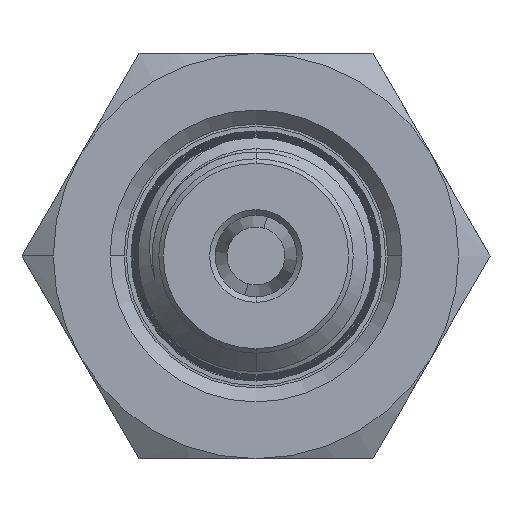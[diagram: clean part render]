
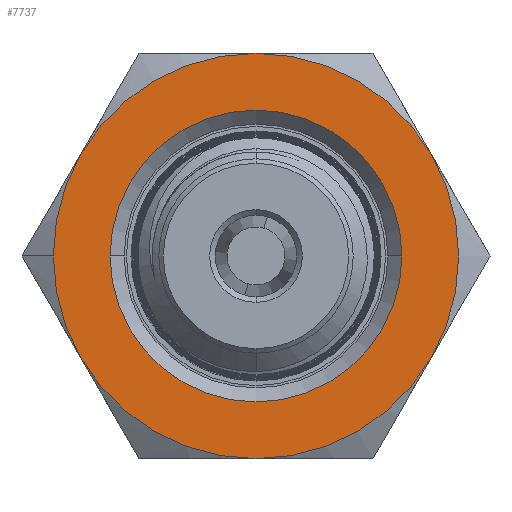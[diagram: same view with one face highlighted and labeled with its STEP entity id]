
A CAD part, left-side view. The second image highlights one B-rep face of the part: STEP entity #7737.
In plain terms, the highlighted planar face has unit normal (-1, 0, 0).
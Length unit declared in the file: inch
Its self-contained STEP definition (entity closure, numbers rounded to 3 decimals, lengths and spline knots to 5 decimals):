
#1 = CARTESIAN_POINT ( 'NONE',  ( -1.1325, -0.37889, 0.21875 ) ) ;
#17 = EDGE_LOOP ( 'NONE', ( #5791, #15890 ) ) ;
#73 = VERTEX_POINT ( 'NONE', #1 ) ;
#928 = CARTESIAN_POINT ( 'NONE',  ( -1.1325, 0., 0. ) ) ;
#995 = AXIS2_PLACEMENT_3D ( 'NONE', #12276, #16352, #4261 ) ;
#1042 = AXIS2_PLACEMENT_3D ( 'NONE', #15611, #7580, #7646 ) ;
#1084 = CARTESIAN_POINT ( 'NONE',  ( -1.1325, 0., 0.4375 ) ) ;
#1398 = DIRECTION ( 'NONE',  ( 0., 1., 0. ) ) ;
#2088 = VERTEX_POINT ( 'NONE', #12488 ) ;
#2279 = DIRECTION ( 'NONE',  ( 0., 1., 0. ) ) ;
#3105 = EDGE_LOOP ( 'NONE', ( #9271, #3432, #8631, #10535, #11135, #4589, #4602 ) ) ;
#3169 = CARTESIAN_POINT ( 'NONE',  ( -1.1325, 0.37889, -0.21875 ) ) ;
#3189 = PLANE ( 'NONE',  #8092 ) ;
#3432 = ORIENTED_EDGE ( 'NONE', *, *, #5382, .F. ) ;
#3479 = AXIS2_PLACEMENT_3D ( 'NONE', #13481, #12037, #1398 ) ;
#3658 = CIRCLE ( 'NONE', #15388, 0.4375 ) ;
#4049 = CIRCLE ( 'NONE', #995, 0.315 ) ;
#4261 = DIRECTION ( 'NONE',  ( 0., 1., 0. ) ) ;
#4455 = VERTEX_POINT ( 'NONE', #11469 ) ;
#4463 = CARTESIAN_POINT ( 'NONE',  ( -1.1325, 0.315, 0. ) ) ;
#4589 = ORIENTED_EDGE ( 'NONE', *, *, #14412, .F. ) ;
#4602 = ORIENTED_EDGE ( 'NONE', *, *, #9566, .F. ) ;
#4667 = DIRECTION ( 'NONE',  ( 1., 0., 0. ) ) ;
#4989 = EDGE_CURVE ( 'NONE', #5569, #11465, #4049, .T. ) ;
#5344 = EDGE_CURVE ( 'NONE', #6975, #4455, #5525, .T. ) ;
#5382 = EDGE_CURVE ( 'NONE', #10534, #2088, #3658, .T. ) ;
#5407 = VERTEX_POINT ( 'NONE', #3169 ) ;
#5525 = CIRCLE ( 'NONE', #5806, 0.4375 ) ;
#5569 = VERTEX_POINT ( 'NONE', #10166 ) ;
#5761 = DIRECTION ( 'NONE',  ( -1., 0., 0. ) ) ;
#5791 = ORIENTED_EDGE ( 'NONE', *, *, #6665, .T. ) ;
#5806 = AXIS2_PLACEMENT_3D ( 'NONE', #13028, #10318, #14361 ) ;
#6665 = EDGE_CURVE ( 'NONE', #11465, #5569, #17086, .T. ) ;
#6779 = CARTESIAN_POINT ( 'NONE',  ( -1.1325, -0.37889, -0.21875 ) ) ;
#6975 = VERTEX_POINT ( 'NONE', #6779 ) ;
#7191 = CARTESIAN_POINT ( 'NONE',  ( -1.1325, -0.315, 0. ) ) ;
#7580 = DIRECTION ( 'NONE',  ( 1., 0., 0. ) ) ;
#7585 = EDGE_CURVE ( 'NONE', #2088, #8027, #7842, .T. ) ;
#7646 = DIRECTION ( 'NONE',  ( 0., 1., 0. ) ) ;
#7693 = DIRECTION ( 'NONE',  ( 1., 0., 0. ) ) ;
#7737 = ADVANCED_FACE ( 'NONE', ( #12665, #12244 ), #3189, .T. ) ;
#7842 = CIRCLE ( 'NONE', #12588, 0.4375 ) ;
#7877 = AXIS2_PLACEMENT_3D ( 'NONE', #12729, #4667, #14120 ) ;
#8027 = VERTEX_POINT ( 'NONE', #1084 ) ;
#8092 = AXIS2_PLACEMENT_3D ( 'NONE', #4463, #5761, #9777 ) ;
#8356 = DIRECTION ( 'NONE',  ( 1., 0., 0. ) ) ;
#8631 = ORIENTED_EDGE ( 'NONE', *, *, #15668, .F. ) ;
#9020 = AXIS2_PLACEMENT_3D ( 'NONE', #13747, #8356, #16383 ) ;
#9027 = DIRECTION ( 'NONE',  ( 0., 1., 0. ) ) ;
#9271 = ORIENTED_EDGE ( 'NONE', *, *, #7585, .F. ) ;
#9389 = CARTESIAN_POINT ( 'NONE',  ( -1.1325, 0.4375, 0. ) ) ;
#9566 = EDGE_CURVE ( 'NONE', #8027, #73, #14317, .T. ) ;
#9699 = CARTESIAN_POINT ( 'NONE',  ( -1.1325, 0., 0. ) ) ;
#9777 = DIRECTION ( 'NONE',  ( 0., -1., 0. ) ) ;
#10166 = CARTESIAN_POINT ( 'NONE',  ( -1.1325, 0.315, 0. ) ) ;
#10318 = DIRECTION ( 'NONE',  ( 1., 0., 0. ) ) ;
#10534 = VERTEX_POINT ( 'NONE', #9389 ) ;
#10535 = ORIENTED_EDGE ( 'NONE', *, *, #14141, .F. ) ;
#10830 = CIRCLE ( 'NONE', #1042, 0.4375 ) ;
#11135 = ORIENTED_EDGE ( 'NONE', *, *, #5344, .F. ) ;
#11276 = DIRECTION ( 'NONE',  ( 1., 0., 0. ) ) ;
#11465 = VERTEX_POINT ( 'NONE', #7191 ) ;
#11469 = CARTESIAN_POINT ( 'NONE',  ( -1.1325, 0., -0.4375 ) ) ;
#11736 = CARTESIAN_POINT ( 'NONE',  ( -1.1325, 0., 0. ) ) ;
#12037 = DIRECTION ( 'NONE',  ( 1., 0., 0. ) ) ;
#12244 = FACE_OUTER_BOUND ( 'NONE', #3105, .T. ) ;
#12276 = CARTESIAN_POINT ( 'NONE',  ( -1.1325, 0., 0. ) ) ;
#12488 = CARTESIAN_POINT ( 'NONE',  ( -1.1325, 0.37889, 0.21875 ) ) ;
#12588 = AXIS2_PLACEMENT_3D ( 'NONE', #928, #7693, #2279 ) ;
#12665 = FACE_BOUND ( 'NONE', #17, .T. ) ;
#12729 = CARTESIAN_POINT ( 'NONE',  ( -1.1325, 0., 0. ) ) ;
#13028 = CARTESIAN_POINT ( 'NONE',  ( -1.1325, 0., 0. ) ) ;
#13242 = DIRECTION ( 'NONE',  ( 1., 0., 0. ) ) ;
#13384 = CIRCLE ( 'NONE', #9020, 0.4375 ) ;
#13481 = CARTESIAN_POINT ( 'NONE',  ( -1.1325, 0., 0. ) ) ;
#13735 = DIRECTION ( 'NONE',  ( 0., 1., 0. ) ) ;
#13747 = CARTESIAN_POINT ( 'NONE',  ( -1.1325, 0., 0. ) ) ;
#14120 = DIRECTION ( 'NONE',  ( 0., 1., 0. ) ) ;
#14141 = EDGE_CURVE ( 'NONE', #4455, #5407, #17180, .T. ) ;
#14317 = CIRCLE ( 'NONE', #3479, 0.4375 ) ;
#14361 = DIRECTION ( 'NONE',  ( 0., 1., 0. ) ) ;
#14412 = EDGE_CURVE ( 'NONE', #73, #6975, #13384, .T. ) ;
#14959 = AXIS2_PLACEMENT_3D ( 'NONE', #11736, #13242, #9027 ) ;
#15388 = AXIS2_PLACEMENT_3D ( 'NONE', #9699, #11276, #13735 ) ;
#15611 = CARTESIAN_POINT ( 'NONE',  ( -1.1325, 0., 0. ) ) ;
#15668 = EDGE_CURVE ( 'NONE', #5407, #10534, #10830, .T. ) ;
#15890 = ORIENTED_EDGE ( 'NONE', *, *, #4989, .T. ) ;
#16352 = DIRECTION ( 'NONE',  ( 1., 0., 0. ) ) ;
#16383 = DIRECTION ( 'NONE',  ( 0., 1., 0. ) ) ;
#17086 = CIRCLE ( 'NONE', #7877, 0.315 ) ;
#17180 = CIRCLE ( 'NONE', #14959, 0.4375 ) ;
